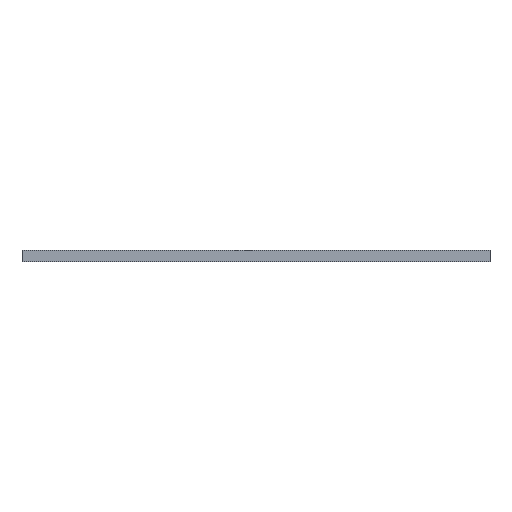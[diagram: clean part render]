
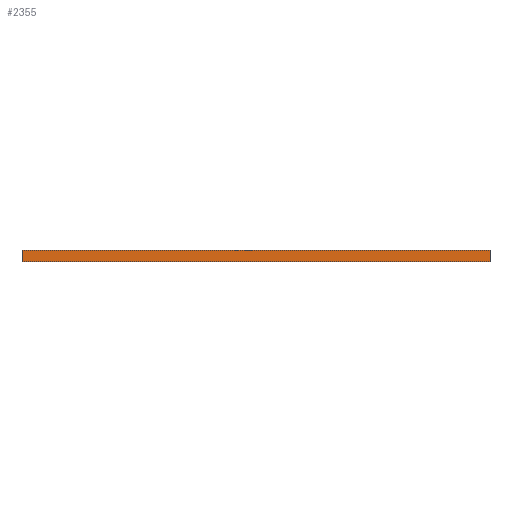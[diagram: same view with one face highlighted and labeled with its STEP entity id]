
A CAD part, left-side view. The second image highlights one B-rep face of the part: STEP entity #2355.
In plain terms, the highlighted planar face has unit normal (-1, 0, 0).
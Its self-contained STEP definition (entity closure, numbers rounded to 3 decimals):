
#90=PLANE('',#2597);
#204=FACE_OUTER_BOUND('',#338,.T.);
#338=EDGE_LOOP('',(#2178,#2179,#2180,#2181));
#406=LINE('',#3547,#638);
#469=LINE('',#3770,#701);
#553=LINE('',#3933,#785);
#555=LINE('',#3936,#787);
#638=VECTOR('',#2809,10.);
#701=VECTOR('',#2996,10.);
#785=VECTOR('',#3214,10.);
#787=VECTOR('',#3218,10.);
#1036=VERTEX_POINT('',#3544);
#1037=VERTEX_POINT('',#3546);
#1135=VERTEX_POINT('',#3768);
#1147=VERTEX_POINT('',#3931);
#1275=EDGE_CURVE('',#1037,#1036,#406,.T.);
#1389=EDGE_CURVE('',#1036,#1135,#469,.T.);
#1475=EDGE_CURVE('',#1147,#1135,#553,.T.);
#1477=EDGE_CURVE('',#1037,#1147,#555,.T.);
#2178=ORIENTED_EDGE('',*,*,#1275,.T.);
#2179=ORIENTED_EDGE('',*,*,#1389,.T.);
#2180=ORIENTED_EDGE('',*,*,#1475,.F.);
#2181=ORIENTED_EDGE('',*,*,#1477,.F.);
#2355=ADVANCED_FACE('',(#204),#90,.T.);
#2597=AXIS2_PLACEMENT_3D('',#3978,#3285,#3286);
#2809=DIRECTION('',(0.,-1.,0.));
#2996=DIRECTION('',(0.,0.,1.));
#3214=DIRECTION('',(0.,-1.,0.));
#3218=DIRECTION('',(0.,0.,1.));
#3285=DIRECTION('center_axis',(-1.,0.,0.));
#3286=DIRECTION('ref_axis',(0.,-1.,0.));
#3544=CARTESIAN_POINT('',(-120.,-120.,0.));
#3546=CARTESIAN_POINT('',(-120.,120.,0.));
#3547=CARTESIAN_POINT('',(-120.,120.,0.));
#3768=CARTESIAN_POINT('',(-120.,-120.,6.));
#3770=CARTESIAN_POINT('',(-120.,-120.,0.));
#3931=CARTESIAN_POINT('',(-120.,120.,6.));
#3933=CARTESIAN_POINT('',(-120.,120.,6.));
#3936=CARTESIAN_POINT('',(-120.,120.,0.));
#3978=CARTESIAN_POINT('Origin',(-120.,120.,0.));
